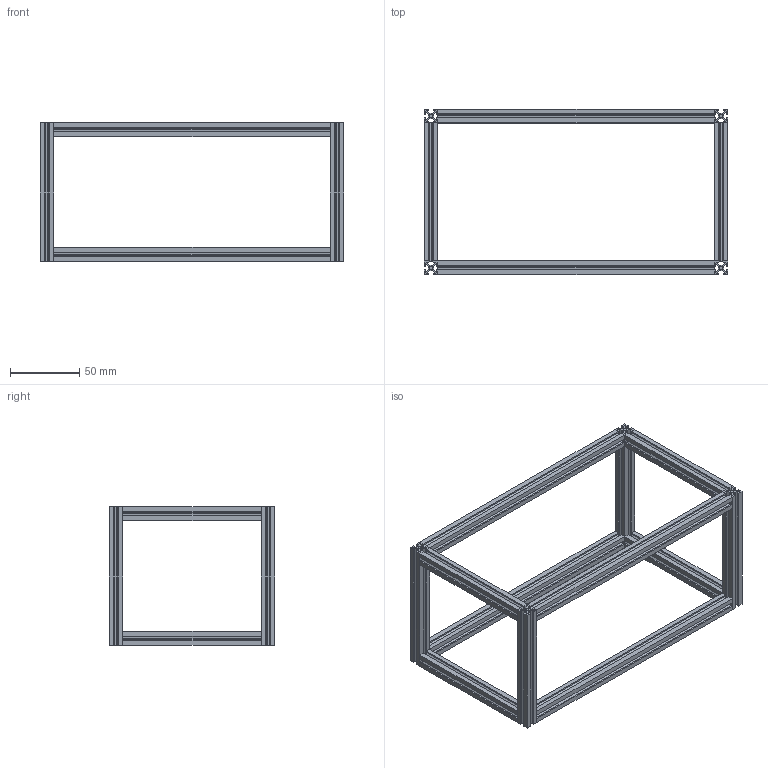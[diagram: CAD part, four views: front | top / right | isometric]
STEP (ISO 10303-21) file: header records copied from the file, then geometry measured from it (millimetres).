
FILE_DESCRIPTION(('FreeCAD Model'),'2;1');
FILE_NAME('Open CASCADE Shape Model','2023-03-28T20:32:43',(''),(''), 'Open CASCADE STEP processor 7.6','FreeCAD','Unknown');
FILE_SCHEMA(('AUTOMOTIVE_DESIGN { 1 0 10303 214 1 1 1 1 }'));
Length unit declared in the file: inch
Products named in the file (13): __slot; Frame height 2; Frame height 3; Frame height 4; Frame width 1; Frame width 2; Frame width 3; Frame width 4; Frame depth 1; Frame depth 2; Frame depth 3; Frame depth 4; Frame height 1
Assembly tree (12 placements, depth 2):
  __slot
    Frame height 2
    Frame height 3
    Frame height 4
    Frame width 1
    Frame width 2
    Frame width 3
    Frame width 4
    Frame depth 1
    Frame depth 2
    Frame depth 3
    Frame depth 4
    Frame height 1
Bounding box: 220 x 120 x 100 mm (x, y, z)
Volume: 55594.9 mm3; surface area: 183115.1 mm2
Topology: 12 solids, 12 shells, 552 faces, 1548 edges, 984 vertices
Faces by surface type: plane 504, cylinder 48
Full cylindrical faces by diameter (mm): 2.5 x48
Entity records: 17840 total; most frequent: ORIENTED_EDGE 3168, CARTESIAN_POINT 3097, DIRECTION 2774, EDGE_CURVE 1548, LINE 1452, VECTOR 1452, VERTEX_POINT 984, AXIS2_PLACEMENT_3D 661
